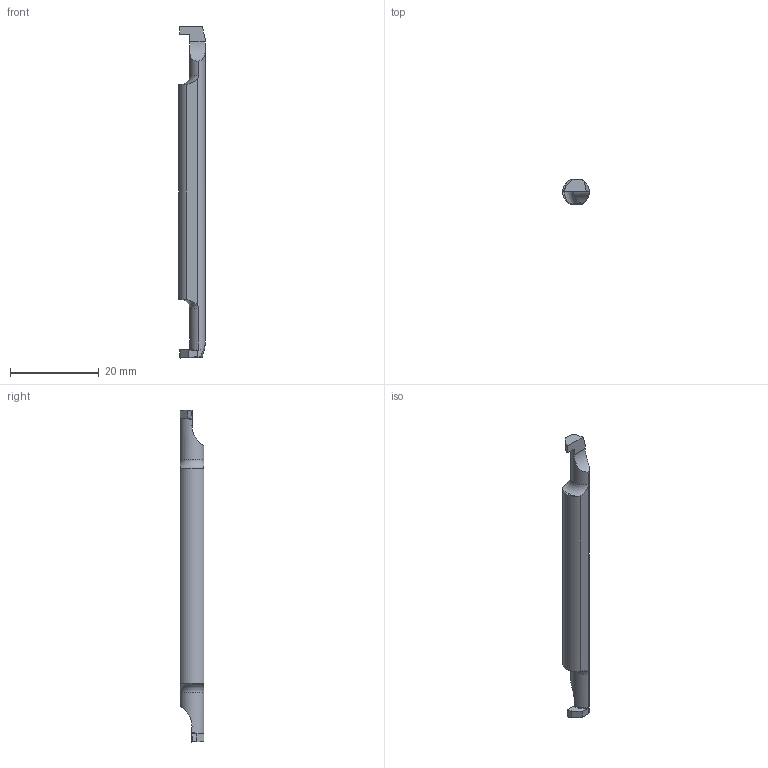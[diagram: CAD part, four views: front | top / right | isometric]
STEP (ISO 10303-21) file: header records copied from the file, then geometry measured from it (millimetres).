
FILE_DESCRIPTION(/* description */ (''),/* implementation_level */ '2;1');
FILE_NAME(/* name */ 'CG0611RS-20B.stp',/* time_stamp */ '2022-07-01T08:45:38+09:00',/* author */ (''),/* organization */ (''),/* preprocessor_version */ 'ST-DEVELOPER v16',/* originating_system */ 'SIEMENS PLM Software NX 10.0',/* authorisation */ '');
FILE_SCHEMA (('AUTOMOTIVE_DESIGN { 1 0 10303 214 3 1 1 1 }'));
Length unit declared in the file: millimetre
Products named in the file (1): CG0611RS-20B_ASM
Bounding box: 6 x 5.4 x 75 mm (x, y, z)
Volume: 1617.5 mm3; surface area: 1302.9 mm2
Topology: 2 solids, 2 shells, 42 faces, 130 edges, 102 vertices
Faces by surface type: plane 22, cylinder 8, bspline 6, extrusion 4, torus 2
Entity records: 2145 total; most frequent: CARTESIAN_POINT 962, ORIENTED_EDGE 244, DIRECTION 185, EDGE_CURVE 122, VERTEX_POINT 84, AXIS2_PLACEMENT_3D 62, VECTOR 61, B_SPLINE_CURVE_WITH_KNOTS 57
